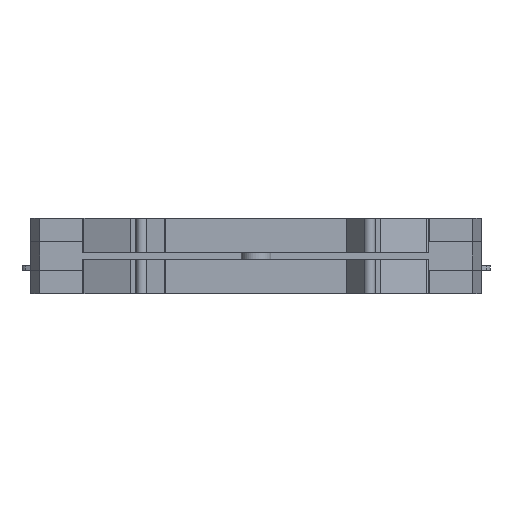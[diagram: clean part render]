
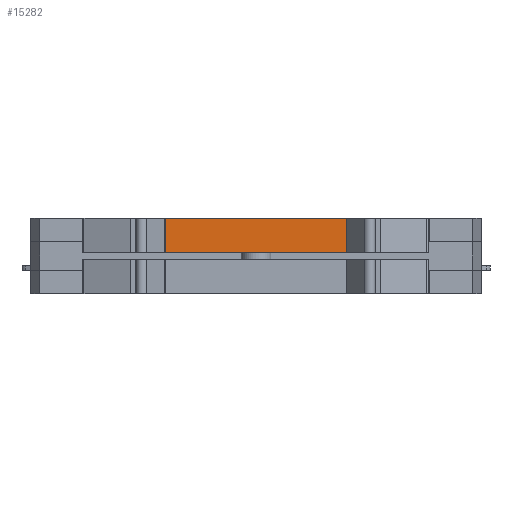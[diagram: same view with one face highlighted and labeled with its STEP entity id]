
A CAD part, front view. The second image highlights one B-rep face of the part: STEP entity #15282.
In plain terms, the highlighted planar face has unit normal (0, -1, 0).
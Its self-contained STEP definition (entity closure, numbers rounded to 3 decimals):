
#720 = VECTOR ( 'NONE', #26088, 1000. ) ;
#1310 = VECTOR ( 'NONE', #4811, 1000. ) ;
#3482 = EDGE_CURVE ( 'NONE', #23278, #32617, #5770, .T. ) ;
#3514 = LINE ( 'NONE', #20076, #3895 ) ;
#3895 = VECTOR ( 'NONE', #17248, 1000. ) ;
#4811 = DIRECTION ( 'NONE',  ( 1., 0., 0. ) ) ;
#5770 = LINE ( 'NONE', #9494, #27599 ) ;
#6629 = CARTESIAN_POINT ( 'NONE',  ( 15.795, -8.397, 5.889 ) ) ;
#7324 = CARTESIAN_POINT ( 'NONE',  ( -15.595, -8.397, 5.889 ) ) ;
#9156 = EDGE_CURVE ( 'NONE', #19401, #25378, #17664, .T. ) ;
#9494 = CARTESIAN_POINT ( 'NONE',  ( -15.595, -8.397, 5.889 ) ) ;
#9568 = EDGE_CURVE ( 'NONE', #23278, #19401, #3514, .T. ) ;
#9963 = ORIENTED_EDGE ( 'NONE', *, *, #9156, .F. ) ;
#11294 = CARTESIAN_POINT ( 'NONE',  ( -15.595, -8.397, 5.889 ) ) ;
#11500 = CARTESIAN_POINT ( 'NONE',  ( -15.595, -8.397, 0. ) ) ;
#11767 = LINE ( 'NONE', #20181, #1310 ) ;
#12788 = ORIENTED_EDGE ( 'NONE', *, *, #20510, .T. ) ;
#12865 = EDGE_LOOP ( 'NONE', ( #12788, #9963, #31555, #25073 ) ) ;
#13889 = DIRECTION ( 'NONE',  ( 0., 1., 0. ) ) ;
#15282 = ADVANCED_FACE ( 'NONE', ( #17551 ), #24177, .F. ) ;
#17248 = DIRECTION ( 'NONE',  ( 1., 0., 0. ) ) ;
#17551 = FACE_OUTER_BOUND ( 'NONE', #12865, .T. ) ;
#17664 = LINE ( 'NONE', #20878, #720 ) ;
#19401 = VERTEX_POINT ( 'NONE', #6629 ) ;
#19612 = AXIS2_PLACEMENT_3D ( 'NONE', #11294, #13889, #29396 ) ;
#20076 = CARTESIAN_POINT ( 'NONE',  ( -15.595, -8.397, 5.889 ) ) ;
#20181 = CARTESIAN_POINT ( 'NONE',  ( -15.595, -8.397, 0. ) ) ;
#20510 = EDGE_CURVE ( 'NONE', #32617, #25378, #11767, .T. ) ;
#20878 = CARTESIAN_POINT ( 'NONE',  ( 15.795, -8.397, 5.889 ) ) ;
#23278 = VERTEX_POINT ( 'NONE', #7324 ) ;
#24177 = PLANE ( 'NONE',  #19612 ) ;
#25073 = ORIENTED_EDGE ( 'NONE', *, *, #3482, .T. ) ;
#25378 = VERTEX_POINT ( 'NONE', #30158 ) ;
#26088 = DIRECTION ( 'NONE',  ( 0., 0., -1. ) ) ;
#27599 = VECTOR ( 'NONE', #30321, 1000. ) ;
#29396 = DIRECTION ( 'NONE',  ( 0., 0., 1. ) ) ;
#30158 = CARTESIAN_POINT ( 'NONE',  ( 15.795, -8.397, 0. ) ) ;
#30321 = DIRECTION ( 'NONE',  ( 0., 0., -1. ) ) ;
#31555 = ORIENTED_EDGE ( 'NONE', *, *, #9568, .F. ) ;
#32617 = VERTEX_POINT ( 'NONE', #11500 ) ;
